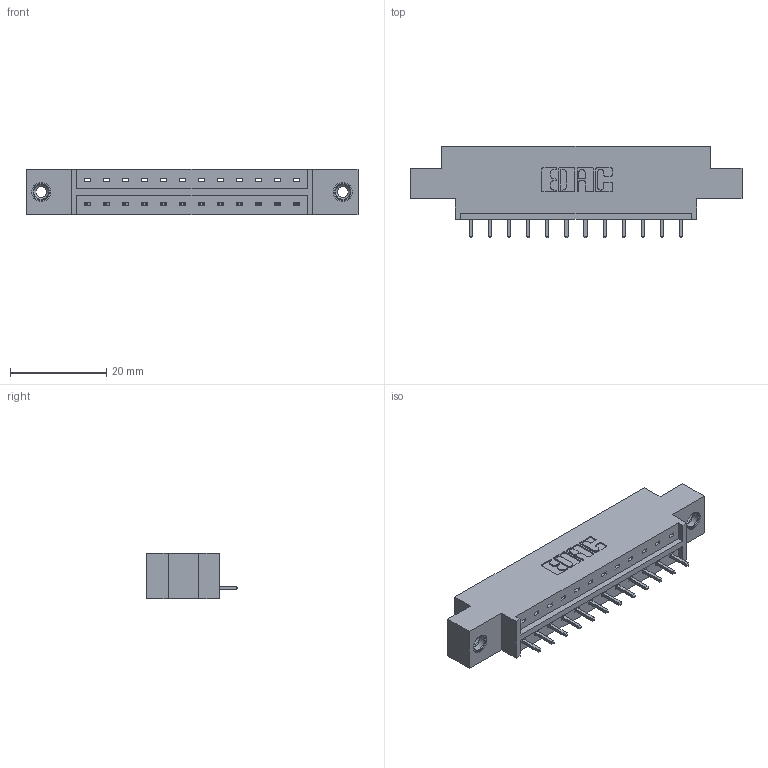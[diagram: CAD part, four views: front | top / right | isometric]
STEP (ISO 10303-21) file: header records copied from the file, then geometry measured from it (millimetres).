
FILE_DESCRIPTION (( 'STEP AP203' ), '1' );
FILE_NAME ('333-012-521-608.STEP', '2018-08-01T00:01:45', ( '' ), ( '' ), 'SwSTEP 2.0', 'SolidWorks 2016', '' );
FILE_SCHEMA (( 'CONFIG_CONTROL_DESIGN' ));
Length unit declared in the file: inch
Products named in the file (4): 345-292-001_345-293-121; 345-250-001_345-250-003-102; 333-012-521-608; 333 Part_Offset - .156 Dia - TI
Assembly tree (15 placements, depth 2):
  333-012-521-608
    333 Part_Offset - .156 Dia - TI
    345-292-001_345-293-121  x12
    345-250-001_345-250-003-102  x2
Bounding box: 69.09 x 19.06 x 9.4 mm (x, y, z)
Volume: 6425.8 mm3; surface area: 6838.4 mm2
Topology: 15 solids, 15 shells, 874 faces, 2571 edges, 1690 vertices
Faces by surface type: plane 610, cylinder 248, cone 12, torus 4
Entity records: 12552 total; most frequent: CARTESIAN_POINT 2153, ORIENTED_EDGE 2094, DIRECTION 1909, EDGE_CURVE 1047, VECTOR 899, LINE 899, VERTEX_POINT 692, AXIS2_PLACEMENT_3D 505
